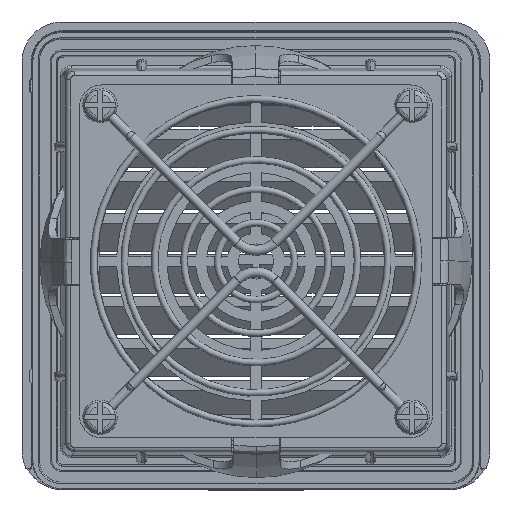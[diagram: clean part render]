
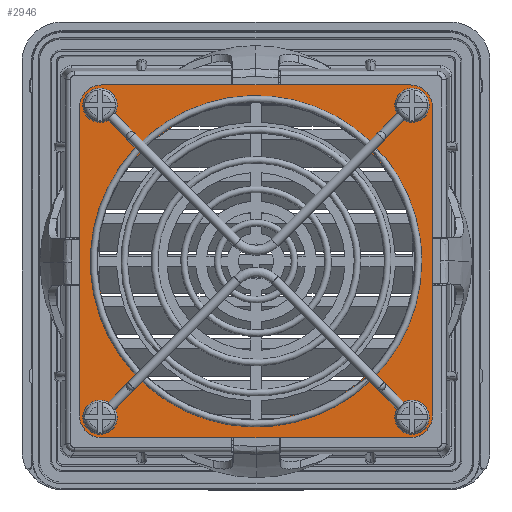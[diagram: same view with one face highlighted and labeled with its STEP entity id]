
A CAD part, top view. The second image highlights one B-rep face of the part: STEP entity #2946.
In plain terms, the highlighted planar face has unit normal (0, 0, 1).
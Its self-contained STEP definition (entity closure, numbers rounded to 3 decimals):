
#1518=FACE_BOUND('',#5955,.T.);
#1519=FACE_BOUND('',#5956,.T.);
#1520=FACE_BOUND('',#5957,.T.);
#1521=FACE_BOUND('',#5958,.T.);
#2946=ADVANCED_FACE('',(#1518,#1519,#1520,#1521),#3666,.T.);
#3666=PLANE('',#23253);
#5955=EDGE_LOOP('',(#11815,#11816));
#5956=EDGE_LOOP('',(#11817,#11818));
#5957=EDGE_LOOP('',(#11819));
#5958=EDGE_LOOP('',(#11820,#11821,#11822,#11823,#11824,#11825,#11826,#11827));
#6627=CIRCLE('',#23244,1.75);
#6628=CIRCLE('',#23245,1.75);
#6629=CIRCLE('',#23246,1.75);
#6630=CIRCLE('',#23247,1.75);
#6631=CIRCLE('',#23248,36.175);
#6632=CIRCLE('',#23249,5.);
#6633=CIRCLE('',#23250,5.);
#6634=CIRCLE('',#23251,5.);
#6635=CIRCLE('',#23252,5.);
#11815=ORIENTED_EDGE('',*,*,#17711,.T.);
#11816=ORIENTED_EDGE('',*,*,#17712,.F.);
#11817=ORIENTED_EDGE('',*,*,#17713,.F.);
#11818=ORIENTED_EDGE('',*,*,#17714,.F.);
#11819=ORIENTED_EDGE('',*,*,#17715,.T.);
#11820=ORIENTED_EDGE('',*,*,#17683,.T.);
#11821=ORIENTED_EDGE('',*,*,#17716,.T.);
#11822=ORIENTED_EDGE('',*,*,#17691,.T.);
#11823=ORIENTED_EDGE('',*,*,#17717,.T.);
#11824=ORIENTED_EDGE('',*,*,#17698,.T.);
#11825=ORIENTED_EDGE('',*,*,#17718,.T.);
#11826=ORIENTED_EDGE('',*,*,#17688,.F.);
#11827=ORIENTED_EDGE('',*,*,#17719,.T.);
#14722=VERTEX_POINT('',#41119);
#14723=VERTEX_POINT('',#41121);
#14726=VERTEX_POINT('',#41129);
#14727=VERTEX_POINT('',#41131);
#14729=VERTEX_POINT('',#41137);
#14730=VERTEX_POINT('',#41138);
#14734=VERTEX_POINT('',#41149);
#14735=VERTEX_POINT('',#41151);
#14743=VERTEX_POINT('',#41177);
#14744=VERTEX_POINT('',#41178);
#14745=VERTEX_POINT('',#41181);
#14746=VERTEX_POINT('',#41182);
#14747=VERTEX_POINT('',#41185);
#17683=EDGE_CURVE('',#14723,#14722,#19716,.T.);
#17688=EDGE_CURVE('',#14726,#14727,#19721,.T.);
#17691=EDGE_CURVE('',#14729,#14730,#19724,.T.);
#17698=EDGE_CURVE('',#14735,#14734,#19731,.T.);
#17711=EDGE_CURVE('',#14743,#14744,#6627,.T.);
#17712=EDGE_CURVE('',#14743,#14744,#6628,.T.);
#17713=EDGE_CURVE('',#14745,#14746,#6629,.T.);
#17714=EDGE_CURVE('',#14746,#14745,#6630,.T.);
#17715=EDGE_CURVE('',#14747,#14747,#6631,.T.);
#17716=EDGE_CURVE('',#14722,#14729,#6632,.T.);
#17717=EDGE_CURVE('',#14730,#14735,#6633,.T.);
#17718=EDGE_CURVE('',#14734,#14727,#6634,.T.);
#17719=EDGE_CURVE('',#14726,#14723,#6635,.T.);
#19716=LINE('',#41120,#21387);
#19721=LINE('',#41130,#21392);
#19724=LINE('',#41136,#21395);
#19731=LINE('',#41150,#21402);
#21387=VECTOR('',#27997,1.);
#21392=VECTOR('',#28004,1.);
#21395=VECTOR('',#28009,1.);
#21402=VECTOR('',#28018,1.);
#23244=AXIS2_PLACEMENT_3D('',#41176,#28051,#28052);
#23245=AXIS2_PLACEMENT_3D('',#41179,#28053,#28054);
#23246=AXIS2_PLACEMENT_3D('',#41180,#28055,#28056);
#23247=AXIS2_PLACEMENT_3D('',#41183,#28057,#28058);
#23248=AXIS2_PLACEMENT_3D('',#41184,#28059,#28060);
#23249=AXIS2_PLACEMENT_3D('',#41186,#28061,#28062);
#23250=AXIS2_PLACEMENT_3D('',#41187,#28063,#28064);
#23251=AXIS2_PLACEMENT_3D('',#41188,#28065,#28066);
#23252=AXIS2_PLACEMENT_3D('',#41189,#28067,#28068);
#23253=AXIS2_PLACEMENT_3D('',#41190,#28069,#28070);
#27997=DIRECTION('',(0.,1.,0.));
#28004=DIRECTION('',(-1.,0.,0.));
#28009=DIRECTION('',(-1.,0.,0.));
#28018=DIRECTION('',(0.,-1.,0.));
#28051=DIRECTION('',(0.,0.,-1.));
#28052=DIRECTION('',(1.,0.,0.));
#28053=DIRECTION('',(0.,0.,-1.));
#28054=DIRECTION('',(0.,-1.,0.));
#28055=DIRECTION('',(0.,0.,1.));
#28056=DIRECTION('',(1.,0.,0.));
#28057=DIRECTION('',(0.,0.,-1.));
#28058=DIRECTION('',(0.,1.,0.));
#28059=DIRECTION('',(0.,0.,-1.));
#28060=DIRECTION('',(1.,0.,0.));
#28061=DIRECTION('',(0.,0.,1.));
#28062=DIRECTION('',(1.,0.,0.));
#28063=DIRECTION('',(0.,0.,1.));
#28064=DIRECTION('',(1.,0.,0.));
#28065=DIRECTION('',(0.,0.,1.));
#28066=DIRECTION('',(1.,0.,0.));
#28067=DIRECTION('',(0.,0.,1.));
#28068=DIRECTION('',(1.,0.,0.));
#28069=DIRECTION('',(0.,0.,1.));
#28070=DIRECTION('',(1.,0.,0.));
#41119=CARTESIAN_POINT('',(-224.601,-930.145,51.5));
#41120=CARTESIAN_POINT('',(-224.601,-965.32,51.5));
#41121=CARTESIAN_POINT('',(-224.601,-1000.495,51.5));
#41129=CARTESIAN_POINT('',(-229.601,-1005.495,51.5));
#41130=CARTESIAN_POINT('',(-212.418,-1005.495,51.5));
#41131=CARTESIAN_POINT('',(-299.951,-1005.495,51.5));
#41136=CARTESIAN_POINT('',(-212.418,-925.145,51.5));
#41137=CARTESIAN_POINT('',(-229.601,-925.145,51.5));
#41138=CARTESIAN_POINT('',(-299.951,-925.145,51.5));
#41149=CARTESIAN_POINT('',(-304.951,-1000.495,51.5));
#41150=CARTESIAN_POINT('',(-304.951,-965.32,51.5));
#41151=CARTESIAN_POINT('',(-304.951,-930.145,51.5));
#41176=CARTESIAN_POINT('',(-300.428,-929.474,51.5));
#41177=CARTESIAN_POINT('',(-301.759,-928.337,51.5));
#41178=CARTESIAN_POINT('',(-299.292,-930.804,51.5));
#41179=CARTESIAN_POINT('',(-300.622,-929.668,51.5));
#41180=CARTESIAN_POINT('',(-229.124,-1001.166,51.5));
#41181=CARTESIAN_POINT('',(-230.26,-999.836,51.5));
#41182=CARTESIAN_POINT('',(-227.793,-1002.303,51.5));
#41183=CARTESIAN_POINT('',(-228.93,-1000.972,51.5));
#41184=CARTESIAN_POINT('',(-264.776,-965.32,51.5));
#41185=CARTESIAN_POINT('',(-228.601,-965.32,51.5));
#41186=CARTESIAN_POINT('',(-229.601,-930.145,51.5));
#41187=CARTESIAN_POINT('',(-299.951,-930.145,51.5));
#41188=CARTESIAN_POINT('',(-299.951,-1000.495,51.5));
#41189=CARTESIAN_POINT('',(-229.601,-1000.495,51.5));
#41190=CARTESIAN_POINT('',(-212.418,-965.32,51.5));
